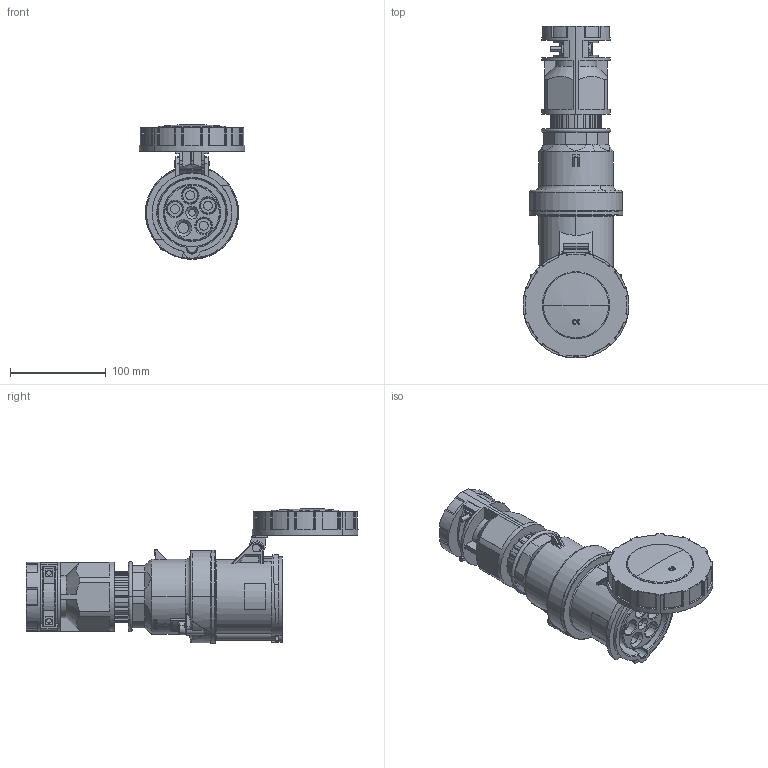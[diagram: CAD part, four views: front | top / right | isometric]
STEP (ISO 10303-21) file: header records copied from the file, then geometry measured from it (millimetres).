
FILE_DESCRIPTION (( 'STEP AP203' ), '1' );
FILE_NAME ('BRY560C7W.step', '2022-08-17T19:38:25', ( '' ), ( '' ), 'SwSTEP 2.0', 'SolidWorks 2021', '' );
FILE_SCHEMA (( 'CONFIG_CONTROL_DESIGN' ));
Length unit declared in the file: millimetre
Products named in the file (1): BRY560C7W
Bounding box: 110.31 x 346.66 x 140.82 mm (x, y, z)
Volume: 1152777 mm3; surface area: 192316.1 mm2
Topology: 9 solids, 13 shells, 1187 faces, 3159 edges, 2033 vertices
Faces by surface type: plane 484, cylinder 411, torus 144, bspline 74, cone 55, sphere 19
Entity records: 41039 total; most frequent: CARTESIAN_POINT 11541, ORIENTED_EDGE 6290, DIRECTION 6183, EDGE_CURVE 3145, AXIS2_PLACEMENT_3D 2357, VERTEX_POINT 2028, VECTOR 1469, LINE 1469
